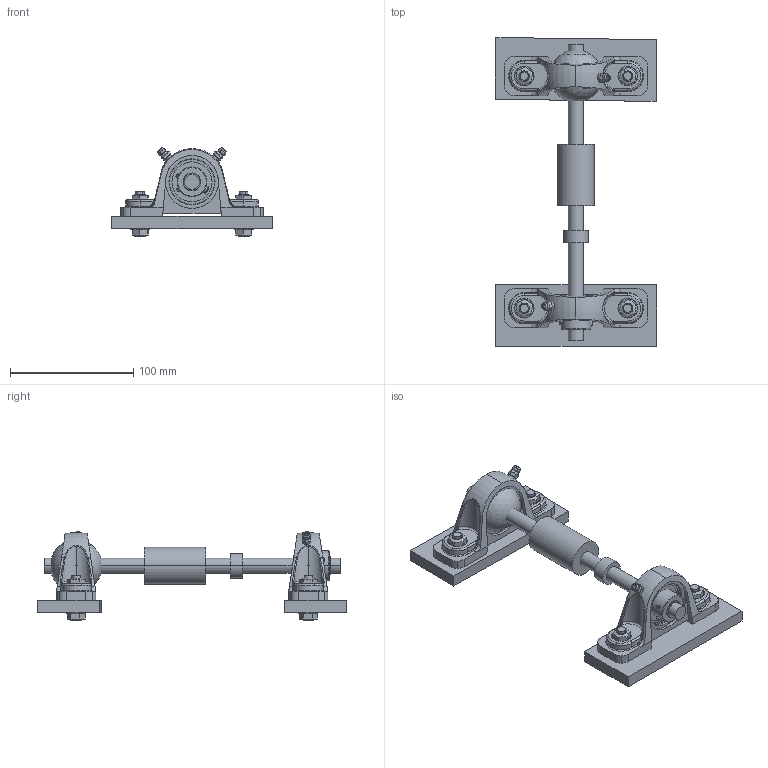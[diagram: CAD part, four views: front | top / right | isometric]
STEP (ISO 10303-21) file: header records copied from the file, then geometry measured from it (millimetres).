
FILE_DESCRIPTION(('STEP AP214'),'1');
FILE_NAME('shaft_bearings.stp','2019-08-06T05:49:03',(' '),(' '),'Spatial InterOp 3D',' ',' ');
FILE_SCHEMA(('AUTOMOTIVE_DESIGN { 1 0 10303 214 1 1 1 1 }'));
Length unit declared in the file: metre
Products named in the file (28): shaft_bearings; Plug; Bolt; Bearing; Housing; Housing2; Ring; Ring2; Shafts1; Shafts12; Component4; Bolt2; Plug2; Bearing2; Component5; Component6; Ground; bolt3; nut; nut2; Ground2; nut3; bolt4; nut4; bolt5; bolt6; Shafts13; Shafts14
Assembly tree (27 placements, depth 2):
  shaft_bearings
    Plug
    Bolt
    Bearing
    Housing
    Housing2
    Ring
    Ring2
    Shafts1
    Shafts12
    Component4
    Bolt2
    Plug2
    Bearing2
    Component5
    Component6
    Ground
    bolt3
    nut
    nut2
    Ground2
    nut3
    bolt4
    nut4
    bolt5
    bolt6
    Shafts13
    Shafts14
Bounding box: 131.07 x 250.48 x 72 mm (x, y, z)
Volume: 355092 mm3; surface area: 112690.2 mm2
Topology: 27 solids, 27 shells, 838 faces, 2111 edges, 1335 vertices
Faces by surface type: plane 276, cylinder 246, torus 168, cone 120, sphere 20, bspline 8
Entity records: 32526 total; most frequent: CARTESIAN_POINT 12010, ORIENTED_EDGE 4150, DIRECTION 4078, EDGE_CURVE 2075, AXIS2_PLACEMENT_3D 1679, VERTEX_POINT 1353, EDGE_LOOP 934, ADVANCED_FACE 838
